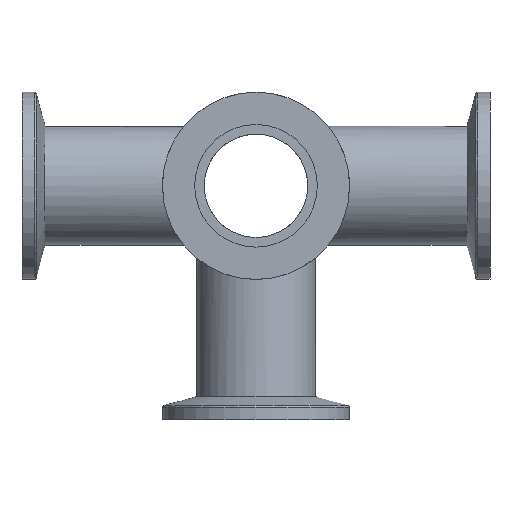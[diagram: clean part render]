
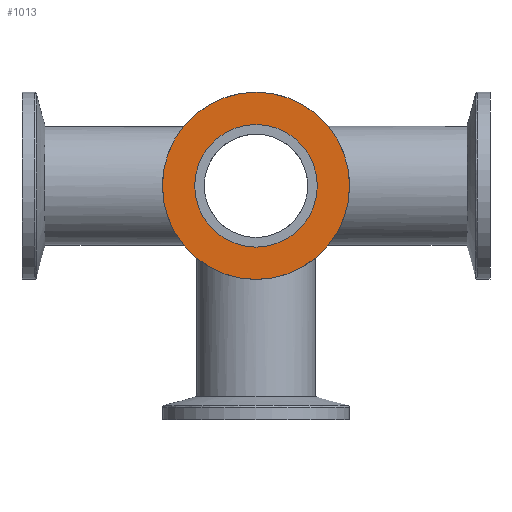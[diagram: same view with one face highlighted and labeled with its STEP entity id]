
A CAD part, left-side view. The second image highlights one B-rep face of the part: STEP entity #1013.
In plain terms, the highlighted face is planar.
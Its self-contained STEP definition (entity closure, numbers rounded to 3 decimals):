
#160 = DIRECTION ( 'NONE',  ( 0., -1., 0. ) ) ;
#378 = DIRECTION ( 'NONE',  ( 0., 0., 1. ) ) ;
#562 = CARTESIAN_POINT ( 'NONE',  ( 0., 3., 0. ) ) ;
#633 = CARTESIAN_POINT ( 'NONE',  ( 0., 3., 0. ) ) ;
#780 = EDGE_LOOP ( 'NONE', ( #3387 ) ) ;
#837 = AXIS2_PLACEMENT_3D ( 'NONE', #2238, #1797, #378 ) ;
#1013 = ADVANCED_FACE ( 'NONE', ( #4156, #1246 ), #4202, .T. ) ;
#1104 = CIRCLE ( 'NONE', #2965, 13.1 ) ;
#1246 = FACE_OUTER_BOUND ( 'NONE', #780, .T. ) ;
#1286 = EDGE_CURVE ( 'NONE', #4737, #4737, #1104, .T. ) ;
#1479 = CARTESIAN_POINT ( 'NONE',  ( 0., 3., 20. ) ) ;
#1484 = DIRECTION ( 'NONE',  ( 0., 0., 1. ) ) ;
#1548 = DIRECTION ( 'NONE',  ( 0., 0., -1. ) ) ;
#1797 = DIRECTION ( 'NONE',  ( 0., 1., 0. ) ) ;
#2120 = VERTEX_POINT ( 'NONE', #1479 ) ;
#2238 = CARTESIAN_POINT ( 'NONE',  ( 0., 3., 0. ) ) ;
#2251 = ORIENTED_EDGE ( 'NONE', *, *, #1286, .T. ) ;
#2543 = AXIS2_PLACEMENT_3D ( 'NONE', #562, #4603, #1484 ) ;
#2965 = AXIS2_PLACEMENT_3D ( 'NONE', #633, #160, #1548 ) ;
#3387 = ORIENTED_EDGE ( 'NONE', *, *, #4731, .T. ) ;
#4156 = FACE_BOUND ( 'NONE', #5639, .T. ) ;
#4181 = CIRCLE ( 'NONE', #837, 20. ) ;
#4202 = PLANE ( 'NONE',  #2543 ) ;
#4603 = DIRECTION ( 'NONE',  ( 0., 1., 0. ) ) ;
#4731 = EDGE_CURVE ( 'NONE', #2120, #2120, #4181, .T. ) ;
#4737 = VERTEX_POINT ( 'NONE', #5233 ) ;
#5233 = CARTESIAN_POINT ( 'NONE',  ( 0., 3., -13.1 ) ) ;
#5639 = EDGE_LOOP ( 'NONE', ( #2251 ) ) ;
